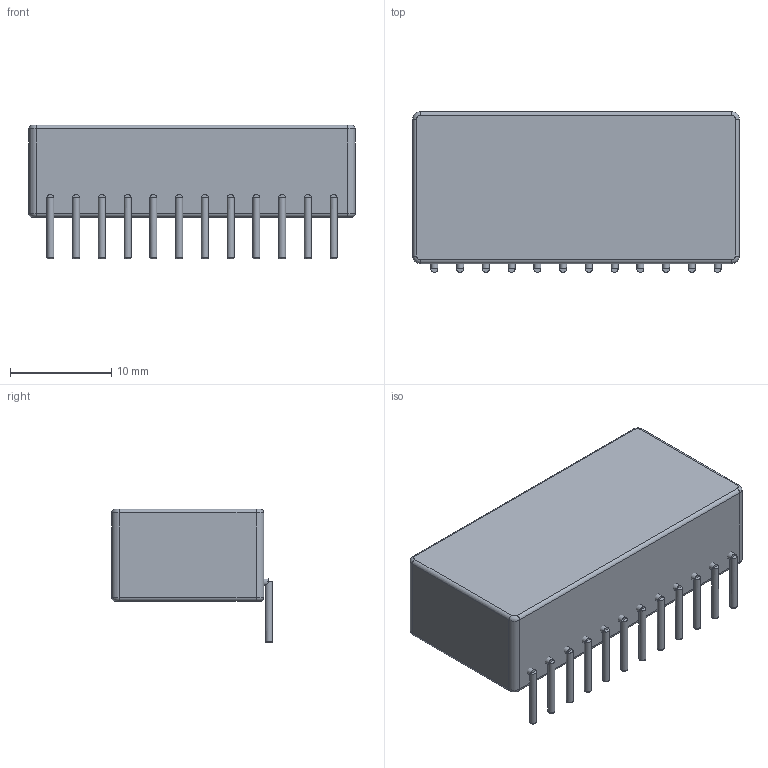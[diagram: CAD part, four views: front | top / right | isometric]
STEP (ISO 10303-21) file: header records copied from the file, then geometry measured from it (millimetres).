
FILE_DESCRIPTION(/* description */ ('model of Converter_DCDC_RECOM_R5xxxDA_THT'),/* implementation_level */ '2;1');
FILE_NAME(/* name */ 'Converter_DCDC_RECOM_R5xxxDA_THT.step',/* time_stamp */ '2018-03-25T16:11:46',/* author */ ('kicad StepUp','ksu'),/* organization */ ('FreeCAD'),/* preprocessor_version */ 'OCC',/* originating_system */ 'kicad StepUp',/* authorisation */ '');
FILE_SCHEMA(('AUTOMOTIVE_DESIGN { 1 0 10303 214 1 1 1 1 }'));
Length unit declared in the file: millimetre
Products named in the file (5): ASSEMBLY; Converter_DCDC_RECOM_R5xxxDA_THT001; Shape0_0441840236408; Shape0_171752691543; Converter_DCDC_RECOM_R5xxxDA_THT
Assembly tree (4 placements, depth 2):
  ASSEMBLY
    Converter_DCDC_RECOM_R5xxxDA_THT001
    Shape0_0441840236408
    Shape0_171752691543
    Converter_DCDC_RECOM_R5xxxDA_THT
Bounding box: 32.2 x 15.85 x 13.2 mm (x, y, z)
Surface area: 3927.6 mm2
Topology: 14 solids, 15 shells, 153 faces, 316 edges, 192 vertices
Faces by surface type: plane 66, cylinder 59, torus 28
Full cylindrical faces by diameter (mm): 0.7 x24
Entity records: 4258 total; most frequent: DIRECTION 814, CARTESIAN_POINT 668, ORIENTED_EDGE 629, AXIS2_PLACEMENT_3D 342, EDGE_CURVE 316, VERTEX_POINT 192, ADVANCED_FACE 153, FACE_BOUND 153
